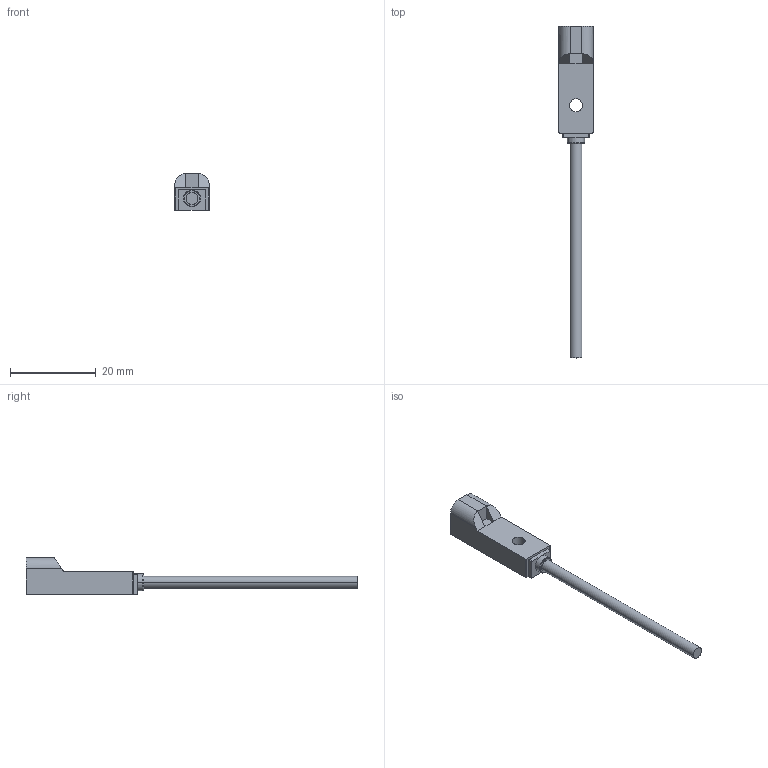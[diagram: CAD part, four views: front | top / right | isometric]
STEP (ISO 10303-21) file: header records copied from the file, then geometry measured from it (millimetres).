
FILE_DESCRIPTION((''),'2;1');
FILE_NAME('SQ08H-2_5NOF','2022-05-27T13:35:15',('Administrator'),(''),'CREO PARAMETRIC BY PTC INC, 2021023','CREO PARAMETRIC BY PTC INC, 2021023','');
FILE_SCHEMA(('CONFIG_CONTROL_DESIGN'));
Length unit declared in the file: millimetre
Products named in the file (1): SQ08H-2_5NOF
Bounding box: 8 x 77.5 x 8.6 mm (x, y, z)
Volume: 1547.4 mm3; surface area: 1352.1 mm2
Topology: 1 solids, 1 shells, 53 faces, 143 edges, 94 vertices
Faces by surface type: plane 29, cylinder 20, torus 4
Entity records: 1728 total; most frequent: CARTESIAN_POINT 307, DIRECTION 297, ORIENTED_EDGE 286, EDGE_CURVE 143, AXIS2_PLACEMENT_3D 105, VERTEX_POINT 94, VECTOR 87, LINE 87
